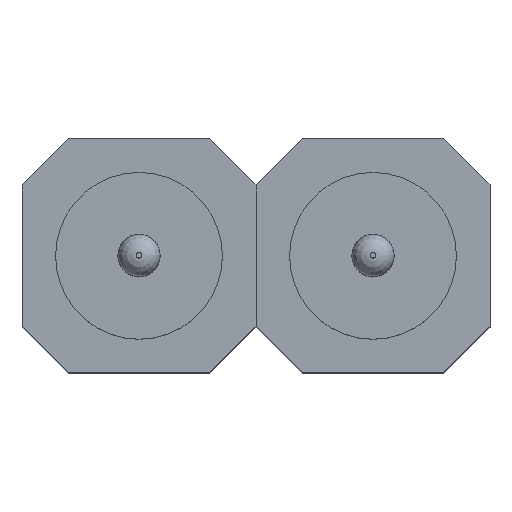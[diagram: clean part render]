
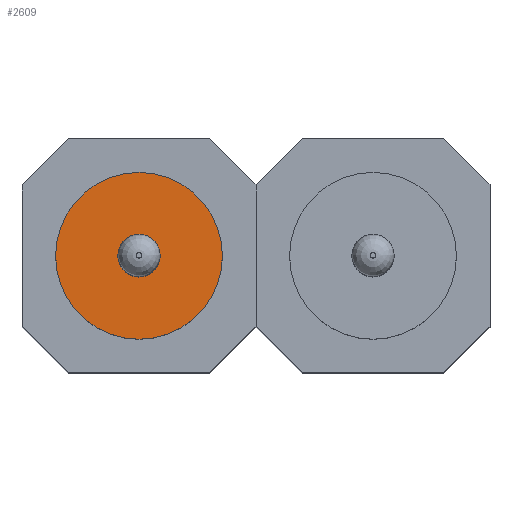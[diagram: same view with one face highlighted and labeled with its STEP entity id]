
A CAD part, top view. The second image highlights one B-rep face of the part: STEP entity #2609.
In plain terms, the highlighted planar face has unit normal (0, 0, 1).
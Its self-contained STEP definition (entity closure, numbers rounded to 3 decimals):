
#2536 = CYLINDRICAL_SURFACE('',#2537,0.905);
#2537 = AXIS2_PLACEMENT_3D('',#2538,#2539,#2540);
#2538 = CARTESIAN_POINT('',(0.,0.,1.26));
#2539 = DIRECTION('',(0.,0.,-1.));
#2540 = DIRECTION('',(1.,0.,0.));
#2555 = VERTEX_POINT('',#2556);
#2556 = CARTESIAN_POINT('',(0.905,0.,1.76));
#2577 = EDGE_CURVE('',#2555,#2555,#2578,.T.);
#2578 = SURFACE_CURVE('',#2579,(#2584,#2591),.PCURVE_S1.);
#2579 = CIRCLE('',#2580,0.905);
#2580 = AXIS2_PLACEMENT_3D('',#2581,#2582,#2583);
#2581 = CARTESIAN_POINT('',(0.,0.,1.76));
#2582 = DIRECTION('',(0.,0.,1.));
#2583 = DIRECTION('',(1.,0.,0.));
#2584 = PCURVE('',#2536,#2585);
#2585 = DEFINITIONAL_REPRESENTATION('',(#2586),#2590);
#2586 = LINE('',#2587,#2588);
#2587 = CARTESIAN_POINT('',(0.,-0.5));
#2588 = VECTOR('',#2589,1.);
#2589 = DIRECTION('',(-1.,0.));
#2590 = ( GEOMETRIC_REPRESENTATION_CONTEXT(2) 
PARAMETRIC_REPRESENTATION_CONTEXT() REPRESENTATION_CONTEXT('2D SPACE',''
  ) );
#2591 = PCURVE('',#2592,#2597);
#2592 = PLANE('',#2593);
#2593 = AXIS2_PLACEMENT_3D('',#2594,#2595,#2596);
#2594 = CARTESIAN_POINT('',(0.905,0.,1.76));
#2595 = DIRECTION('',(0.,0.,-1.));
#2596 = DIRECTION('',(-1.,0.,0.));
#2597 = DEFINITIONAL_REPRESENTATION('',(#2598),#2606);
#2598 = ( BOUNDED_CURVE() B_SPLINE_CURVE(2,(#2599,#2600,#2601,#2602,
#2603,#2604,#2605),.UNSPECIFIED.,.F.,.F.) B_SPLINE_CURVE_WITH_KNOTS((1,2
    ,2,2,2,1),(-2.094,0.,2.094,4.189,
6.283,8.378),.UNSPECIFIED.) CURVE() 
GEOMETRIC_REPRESENTATION_ITEM() RATIONAL_B_SPLINE_CURVE((1.,0.5,1.,0.5,
1.,0.5,1.)) REPRESENTATION_ITEM('') );
#2599 = CARTESIAN_POINT('',(0.,0.));
#2600 = CARTESIAN_POINT('',(0.,1.568));
#2601 = CARTESIAN_POINT('',(1.358,0.784));
#2602 = CARTESIAN_POINT('',(2.715,0.));
#2603 = CARTESIAN_POINT('',(1.358,-0.784));
#2604 = CARTESIAN_POINT('',(0.,-1.568));
#2605 = CARTESIAN_POINT('',(0.,0.));
#2606 = ( GEOMETRIC_REPRESENTATION_CONTEXT(2) 
PARAMETRIC_REPRESENTATION_CONTEXT() REPRESENTATION_CONTEXT('2D SPACE',''
  ) );
#2609 = ADVANCED_FACE('',(#2610,#2613),#2592,.F.);
#2610 = FACE_BOUND('',#2611,.F.);
#2611 = EDGE_LOOP('',(#2612));
#2612 = ORIENTED_EDGE('',*,*,#2577,.F.);
#2613 = FACE_BOUND('',#2614,.F.);
#2614 = EDGE_LOOP('',(#2615));
#2615 = ORIENTED_EDGE('',*,*,#2616,.F.);
#2616 = EDGE_CURVE('',#2617,#2617,#2619,.T.);
#2617 = VERTEX_POINT('',#2618);
#2618 = CARTESIAN_POINT('',(0.23,0.,1.76));
#2619 = SURFACE_CURVE('',#2620,(#2625,#2632),.PCURVE_S1.);
#2620 = CIRCLE('',#2621,0.23);
#2621 = AXIS2_PLACEMENT_3D('',#2622,#2623,#2624);
#2622 = CARTESIAN_POINT('',(0.,0.,1.76));
#2623 = DIRECTION('',(0.,0.,-1.));
#2624 = DIRECTION('',(1.,0.,0.));
#2625 = PCURVE('',#2592,#2626);
#2626 = DEFINITIONAL_REPRESENTATION('',(#2627),#2631);
#2627 = CIRCLE('',#2628,0.23);
#2628 = AXIS2_PLACEMENT_2D('',#2629,#2630);
#2629 = CARTESIAN_POINT('',(0.905,0.));
#2630 = DIRECTION('',(-1.,0.));
#2631 = ( GEOMETRIC_REPRESENTATION_CONTEXT(2) 
PARAMETRIC_REPRESENTATION_CONTEXT() REPRESENTATION_CONTEXT('2D SPACE',''
  ) );
#2632 = PCURVE('',#2633,#2638);
#2633 = CYLINDRICAL_SURFACE('',#2634,0.23);
#2634 = AXIS2_PLACEMENT_3D('',#2635,#2636,#2637);
#2635 = CARTESIAN_POINT('',(0.,0.,-2.7));
#2636 = DIRECTION('',(0.,0.,-1.));
#2637 = DIRECTION('',(1.,0.,0.));
#2638 = DEFINITIONAL_REPRESENTATION('',(#2639),#2643);
#2639 = LINE('',#2640,#2641);
#2640 = CARTESIAN_POINT('',(-6.283,-4.46));
#2641 = VECTOR('',#2642,1.);
#2642 = DIRECTION('',(1.,0.));
#2643 = ( GEOMETRIC_REPRESENTATION_CONTEXT(2) 
PARAMETRIC_REPRESENTATION_CONTEXT() REPRESENTATION_CONTEXT('2D SPACE',''
  ) );
